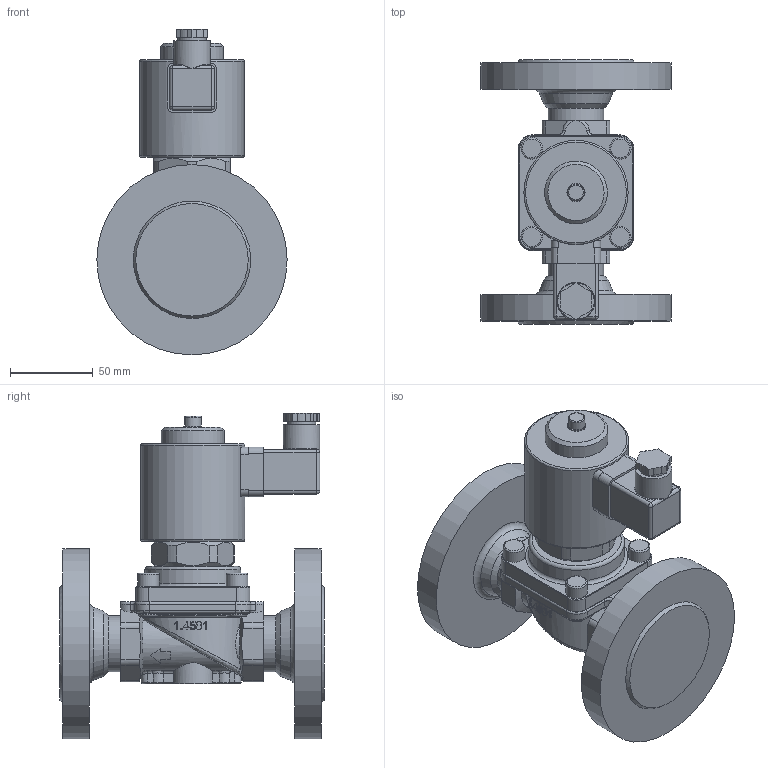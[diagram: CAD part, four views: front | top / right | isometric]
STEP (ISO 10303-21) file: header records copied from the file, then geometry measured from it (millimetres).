
FILE_DESCRIPTION(/* description */ ('3D-Modell'),/* implementation_level */ '2;1');
FILE_NAME(/* name */ '037.000053_A3703-0804-.322.stp',/* time_stamp */ '2018-04-16T10:19:10+02:00',/* author */ ('EFast'),/* organization */ (''),/* preprocessor_version */ 'ST-DEVELOPER v16.1',/* originating_system */ 'Autodesk Inventor 2016',/* authorisation */ '');
FILE_SCHEMA (('AUTOMOTIVE_DESIGN { 1 0 10303 214 3 1 1 }'));
Length unit declared in the file: millimetre
Products named in the file (1): 88-003118
Bounding box: 115 x 160 x 196.9 mm (x, y, z)
Volume: 903576 mm3; surface area: 107644.2 mm2
Topology: 1 solids, 1 shells, 412 faces, 1062 edges, 673 vertices
Faces by surface type: plane 170, cylinder 128, torus 58, bspline 35, cone 17, sphere 4
Full cylindrical faces by diameter (mm): 10 x1, 11 x1, 13 x4, 17 x1, 22 x1, 33.7 x2, 37.968 x1, 58 x1, 63 x1, 115 x2
Entity records: 14418 total; most frequent: CARTESIAN_POINT 4952, ORIENTED_EDGE 2002, DIRECTION 1883, EDGE_CURVE 1001, AXIS2_PLACEMENT_3D 736, VERTEX_POINT 658, EDGE_LOOP 479, FACE_OUTER_BOUND 412
